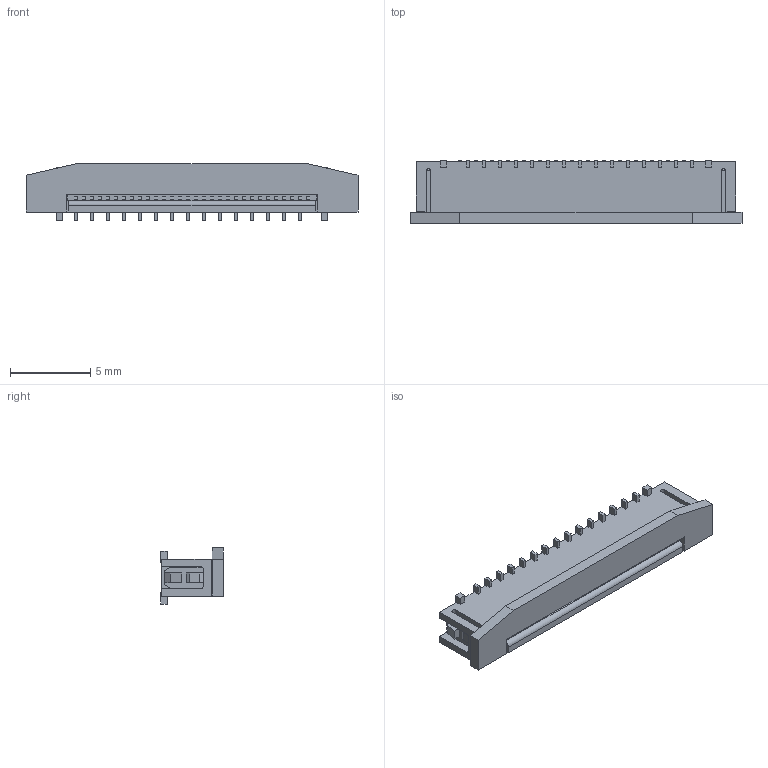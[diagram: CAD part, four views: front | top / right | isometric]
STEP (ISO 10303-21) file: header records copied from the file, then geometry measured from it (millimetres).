
FILE_DESCRIPTION(/* description */ (''),/* implementation_level */ '2;1');
FILE_NAME(/* name */ '525593072wbm000_01_214.stp',/* time_stamp */ '2024-08-30T17:10:39+06:00',/* author */ (''),/* organization */ (''),/* preprocessor_version */ 'ST-DEVELOPER v16.7',/* originating_system */ 'SIEMENS PLM Software NX 1919',/* authorisation */ '');
FILE_SCHEMA (('AUTOMOTIVE_DESIGN { 1 0 10303 214 3 1 1 1 }'));
Length unit declared in the file: millimetre
Products named in the file (1): 525593072wbm000_01
Bounding box: 20.7 x 3.9 x 3.5 mm (x, y, z)
Volume: 165.8 mm3; surface area: 523.4 mm2
Topology: 1 solids, 1 shells, 632 faces, 2041 edges, 1338 vertices
Faces by surface type: plane 529, cylinder 103
Entity records: 22263 total; most frequent: ORIENTED_EDGE 4082, CARTESIAN_POINT 4012, DIRECTION 3513, EDGE_CURVE 2041, LINE 1835, VECTOR 1835, VERTEX_POINT 1338, AXIS2_PLACEMENT_3D 839
